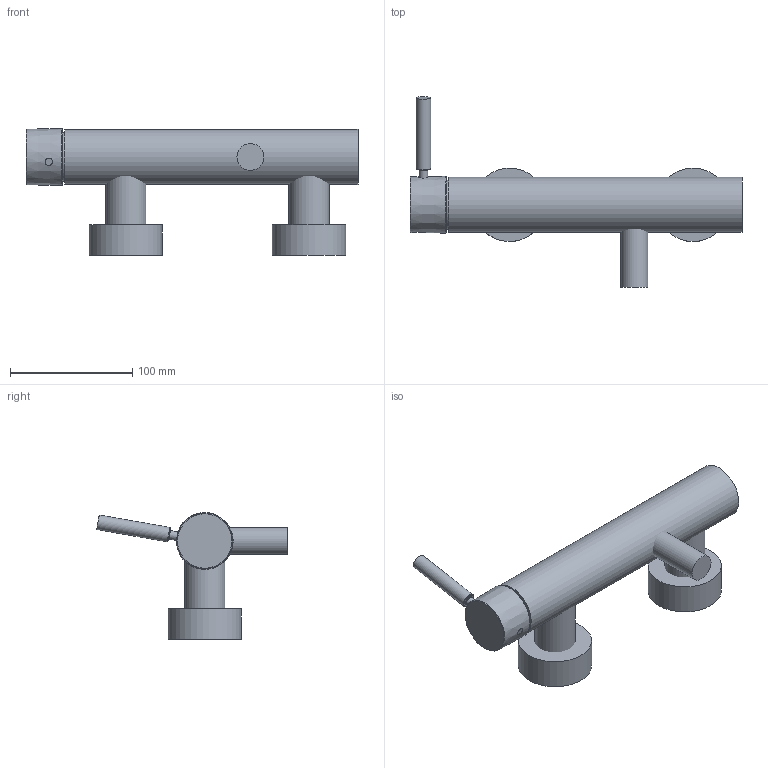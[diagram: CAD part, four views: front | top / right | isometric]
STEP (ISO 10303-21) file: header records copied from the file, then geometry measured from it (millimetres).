
FILE_DESCRIPTION (( 'STEP AP203' ), '1' );
FILE_NAME ('33300660-00.STEP', '2019-07-16T10:35:58', ( '' ), ( '' ), 'SwSTEP 2.0', 'SolidWorks 2017', '' );
FILE_SCHEMA (( 'CONFIG_CONTROL_DESIGN' ));
Length unit declared in the file: millimetre
Products named in the file (8): Planungsmodell_Griff Hebel-+-09.20.66.001-01; Planungsmodell_Hebel Unterteil-+-09.20.66.002-01_K1; 33300660-00; Planungsmodell_Rohr_gerade-+-28.568.780-10_ _K333_45x240; Planungsmodell_Rohr_gerade-+-28.568.780-10_ _K193_22x50; Planungsmodell_Rohr_gerade-+-28.568.780-10_ _K332_60x25 ; Planungsmodell_Rohr_gerade-+-28.568.780-10_ _K69_40x70; Planungsmodell_Rohr_gerade-+-28.568.780-10_ _K55_33x60
Assembly tree (9 placements, depth 2):
  33300660-00
    Planungsmodell_Rohr_gerade-+-28.568.780-10_ _K333_45x240
    Planungsmodell_Rohr_gerade-+-28.568.780-10_ _K193_22x50
    Planungsmodell_Rohr_gerade-+-28.568.780-10_ _K332_60x25   x2
    Planungsmodell_Rohr_gerade-+-28.568.780-10_ _K69_40x70
    Planungsmodell_Rohr_gerade-+-28.568.780-10_ _K55_33x60  x2
    Planungsmodell_Griff Hebel-+-09.20.66.001-01
    Planungsmodell_Hebel Unterteil-+-09.20.66.002-01_K1
Bounding box: 271.5 x 155.8 x 103.74 mm (x, y, z)
Volume: 789140.1 mm3; surface area: 99545.4 mm2
Topology: 9 solids, 9 shells, 41 faces, 56 edges, 37 vertices
Faces by surface type: plane 22, cylinder 12, torus 4, cone 2, sphere 1
Full cylindrical faces by diameter (mm): 6 x2, 7 x1, 7.7 x1, 12 x1, 22 x1, 33 x2, 40 x1, 45 x1, 60 x2
Entity records: 1672 total; most frequent: CARTESIAN_POINT 233, DIRECTION 146, AXIS2_PLACEMENT_3D 73, PERSON_AND_ORGANIZATION 73, COORDINATED_UNIVERSAL_TIME_OFFSET 58, LOCAL_TIME 58, DATE_AND_TIME 58, CALENDAR_DATE 58
